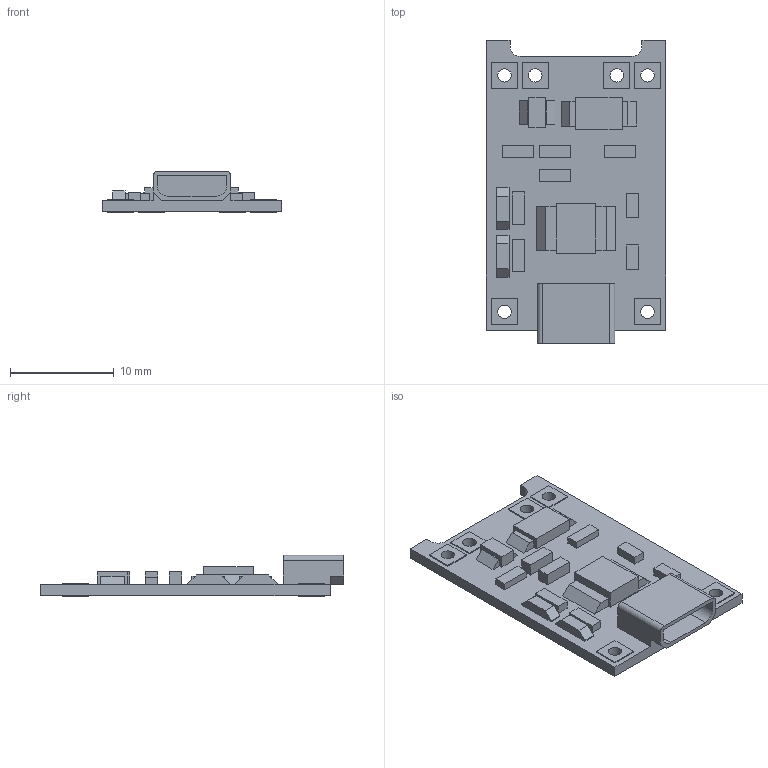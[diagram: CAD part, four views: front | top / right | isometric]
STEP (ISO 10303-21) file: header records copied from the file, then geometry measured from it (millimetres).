
FILE_DESCRIPTION(/* description */ (''),/* implementation_level */ '2;1');
FILE_NAME(/* name */ 'charger v1.step',/* time_stamp */ '2024-06-26T19:22:34+05:30',/* author */ (''),/* organization */ (''),/* preprocessor_version */ 'ST-DEVELOPER v20',/* originating_system */ 'Autodesk Translation Framework v13.14.0.145',/* authorisation */ '');
FILE_SCHEMA (('AUTOMOTIVE_DESIGN { 1 0 10303 214 3 1 1 }'));
Length unit declared in the file: millimetre
Products named in the file (1): charger
Bounding box: 17.3 x 29.2 x 4 mm (x, y, z)
Volume: 682.2 mm3; surface area: 1336.8 mm2
Topology: 1 solids, 1 shells, 188 faces, 480 edges, 320 vertices
Faces by surface type: plane 176, cylinder 12
Full cylindrical faces by diameter (mm): 1.3 x6
Entity records: 5871 total; most frequent: CARTESIAN_POINT 989, ORIENTED_EDGE 960, DIRECTION 882, EDGE_CURVE 480, LINE 456, VECTOR 456, VERTEX_POINT 320, EDGE_LOOP 226
